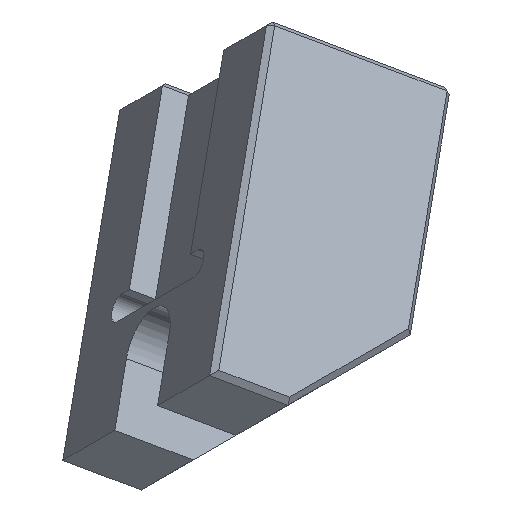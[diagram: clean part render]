
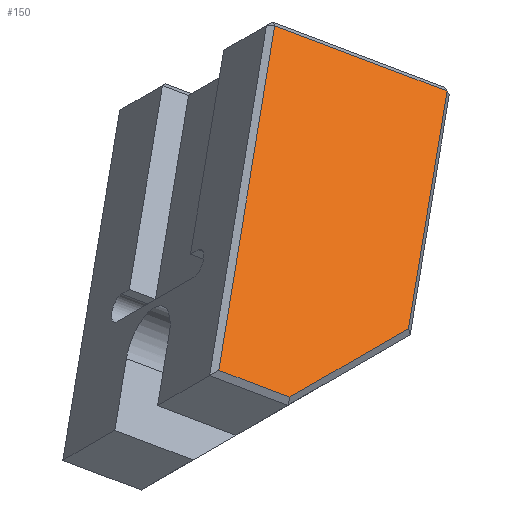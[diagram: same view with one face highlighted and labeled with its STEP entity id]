
A CAD part, isometric view. The second image highlights one B-rep face of the part: STEP entity #150.
In plain terms, the highlighted face is planar.
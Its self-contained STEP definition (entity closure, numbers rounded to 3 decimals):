
#1 = VERTEX_POINT ( 'NONE', #141 ) ;
#6 = DIRECTION ( 'NONE',  ( 0., 0., -1. ) ) ;
#23 = DIRECTION ( 'NONE',  ( 0., 0.707, 0.707 ) ) ;
#50 = LINE ( 'NONE', #931, #377 ) ;
#116 = ORIENTED_EDGE ( 'NONE', *, *, #607, .T. ) ;
#130 = VECTOR ( 'NONE', #6, 1000. ) ;
#139 = VECTOR ( 'NONE', #23, 1000. ) ;
#141 = CARTESIAN_POINT ( 'NONE',  ( -24.995, -54.801, -20.86 ) ) ;
#150 = ADVANCED_FACE ( 'NONE', ( #542 ), #217, .T. ) ;
#212 = VERTEX_POINT ( 'NONE', #704 ) ;
#217 = PLANE ( 'NONE',  #973 ) ;
#335 = ORIENTED_EDGE ( 'NONE', *, *, #413, .T. ) ;
#371 = VECTOR ( 'NONE', #450, 1000. ) ;
#377 = VECTOR ( 'NONE', #645, 1000. ) ;
#413 = EDGE_CURVE ( 'NONE', #212, #1, #50, .T. ) ;
#445 = LINE ( 'NONE', #528, #130 ) ;
#450 = DIRECTION ( 'NONE',  ( 0., -0.707, -0.707 ) ) ;
#456 = VERTEX_POINT ( 'NONE', #664 ) ;
#482 = CARTESIAN_POINT ( 'NONE',  ( -24.995, -10.607, 24.749 ) ) ;
#499 = VERTEX_POINT ( 'NONE', #612 ) ;
#510 = EDGE_LOOP ( 'NONE', ( #935, #771, #116, #1024, #335 ) ) ;
#520 = VECTOR ( 'NONE', #998, 1000. ) ;
#528 = CARTESIAN_POINT ( 'NONE',  ( -24.995, -1., -14.142 ) ) ;
#542 = FACE_OUTER_BOUND ( 'NONE', #510, .T. ) ;
#548 = DIRECTION ( 'NONE',  ( 0., 0.707, -0.707 ) ) ;
#571 = CARTESIAN_POINT ( 'NONE',  ( -24.995, -1., 13.728 ) ) ;
#607 = EDGE_CURVE ( 'NONE', #747, #456, #445, .T. ) ;
#612 = CARTESIAN_POINT ( 'NONE',  ( -24.995, -10.607, 23.335 ) ) ;
#635 = CARTESIAN_POINT ( 'NONE',  ( -24.995, -11.314, 24.042 ) ) ;
#645 = DIRECTION ( 'NONE',  ( 0., -0.707, 0.707 ) ) ;
#664 = CARTESIAN_POINT ( 'NONE',  ( -24.995, -1., -13.728 ) ) ;
#698 = EDGE_CURVE ( 'NONE', #456, #212, #894, .T. ) ;
#704 = CARTESIAN_POINT ( 'NONE',  ( -24.995, -31.466, -44.194 ) ) ;
#711 = LINE ( 'NONE', #1071, #139 ) ;
#733 = EDGE_CURVE ( 'NONE', #1, #499, #711, .T. ) ;
#747 = VERTEX_POINT ( 'NONE', #571 ) ;
#771 = ORIENTED_EDGE ( 'NONE', *, *, #793, .T. ) ;
#790 = CARTESIAN_POINT ( 'NONE',  ( -24.995, 13.435, 0.707 ) ) ;
#793 = EDGE_CURVE ( 'NONE', #499, #747, #906, .T. ) ;
#894 = LINE ( 'NONE', #790, #371 ) ;
#898 = DIRECTION ( 'NONE',  ( -1., 0., 0. ) ) ;
#906 = LINE ( 'NONE', #635, #520 ) ;
#931 = CARTESIAN_POINT ( 'NONE',  ( -24.995, -55.508, -20.153 ) ) ;
#935 = ORIENTED_EDGE ( 'NONE', *, *, #733, .T. ) ;
#973 = AXIS2_PLACEMENT_3D ( 'NONE', #482, #898, #548 ) ;
#998 = DIRECTION ( 'NONE',  ( 0., 0.707, -0.707 ) ) ;
#1024 = ORIENTED_EDGE ( 'NONE', *, *, #698, .T. ) ;
#1071 = CARTESIAN_POINT ( 'NONE',  ( -24.995, -9.899, 24.042 ) ) ;
